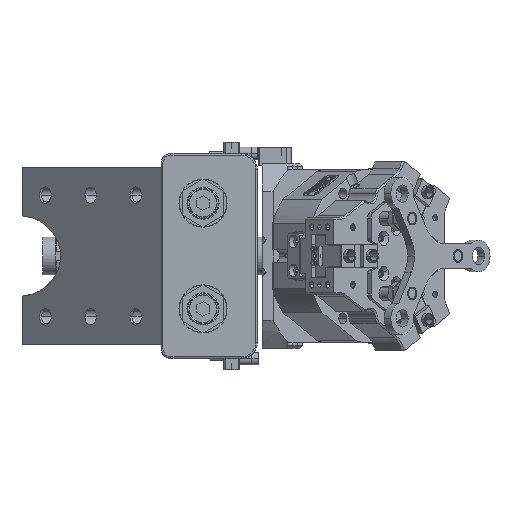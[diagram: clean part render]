
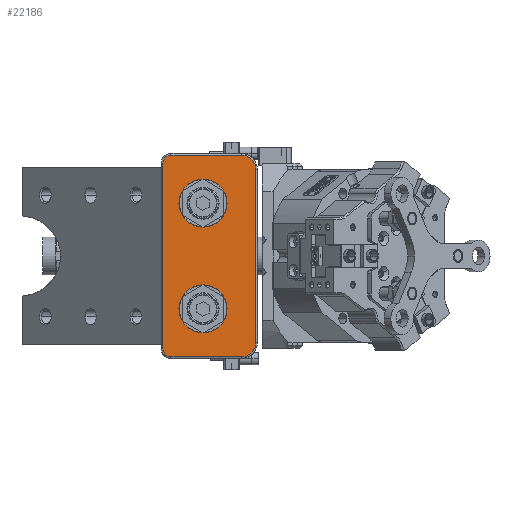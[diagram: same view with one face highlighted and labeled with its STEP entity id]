
A CAD part, left-side view. The second image highlights one B-rep face of the part: STEP entity #22186.
In plain terms, the highlighted face is planar.
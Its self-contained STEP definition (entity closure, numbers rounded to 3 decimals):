
#338 = AXIS2_PLACEMENT_3D ( 'NONE', #33948, #49582, #64950 ) ;
#424 = EDGE_LOOP ( 'NONE', ( #18048, #955, #23700, #20313, #28393, #100472, #10440, #69260 ) ) ;
#955 = ORIENTED_EDGE ( 'NONE', *, *, #35124, .T. ) ;
#1174 = DIRECTION ( 'NONE',  ( 0., 0., -1. ) ) ;
#1626 = CARTESIAN_POINT ( 'NONE',  ( 33., 0., 13.25 ) ) ;
#3205 = AXIS2_PLACEMENT_3D ( 'NONE', #36553, #66901, #52550 ) ;
#3541 = ORIENTED_EDGE ( 'NONE', *, *, #55238, .F. ) ;
#3839 = EDGE_CURVE ( 'NONE', #34250, #93067, #46195, .T. ) ;
#4124 = CARTESIAN_POINT ( 'NONE',  ( -33., 0., -5.25 ) ) ;
#9254 = AXIS2_PLACEMENT_3D ( 'NONE', #41576, #26532, #18651 ) ;
#10086 = VERTEX_POINT ( 'NONE', #72993 ) ;
#10440 = ORIENTED_EDGE ( 'NONE', *, *, #37737, .T. ) ;
#11162 = ORIENTED_EDGE ( 'NONE', *, *, #56300, .F. ) ;
#12664 = EDGE_CURVE ( 'NONE', #10086, #74199, #64130, .T. ) ;
#13581 = PLANE ( 'NONE',  #3205 ) ;
#14748 = AXIS2_PLACEMENT_3D ( 'NONE', #75139, #28396, #67605 ) ;
#15391 = LINE ( 'NONE', #25070, #95992 ) ;
#16113 = DIRECTION ( 'NONE',  ( 0., 0., -1. ) ) ;
#16243 = EDGE_CURVE ( 'NONE', #93067, #84739, #56248, .T. ) ;
#16768 = VERTEX_POINT ( 'NONE', #93782 ) ;
#17747 = DIRECTION ( 'NONE',  ( 0., 0., 1. ) ) ;
#18048 = ORIENTED_EDGE ( 'NONE', *, *, #58823, .T. ) ;
#18651 = DIRECTION ( 'NONE',  ( 0., 0., -1. ) ) ;
#20313 = ORIENTED_EDGE ( 'NONE', *, *, #16243, .T. ) ;
#22186 = ADVANCED_FACE ( 'NONE', ( #58645, #70917, #53789 ), #13581, .T. ) ;
#22918 = VECTOR ( 'NONE', #26169, 1000. ) ;
#23700 = ORIENTED_EDGE ( 'NONE', *, *, #3839, .T. ) ;
#24485 = CARTESIAN_POINT ( 'NONE',  ( 58., 0., 24. ) ) ;
#24800 = DIRECTION ( 'NONE',  ( 0., -1., 0. ) ) ;
#25070 = CARTESIAN_POINT ( 'NONE',  ( -58., 0., 29. ) ) ;
#25276 = CARTESIAN_POINT ( 'NONE',  ( 63., 0., 24. ) ) ;
#26062 = VERTEX_POINT ( 'NONE', #1626 ) ;
#26169 = DIRECTION ( 'NONE',  ( 0., 0., -1. ) ) ;
#26532 = DIRECTION ( 'NONE',  ( 0., -1., 0. ) ) ;
#27788 = EDGE_CURVE ( 'NONE', #98568, #16768, #45853, .T. ) ;
#27931 = EDGE_CURVE ( 'NONE', #84739, #98568, #32496, .T. ) ;
#28393 = ORIENTED_EDGE ( 'NONE', *, *, #27931, .T. ) ;
#28396 = DIRECTION ( 'NONE',  ( 0., -1., 0. ) ) ;
#32163 = AXIS2_PLACEMENT_3D ( 'NONE', #24485, #47722, #55589 ) ;
#32496 = LINE ( 'NONE', #97757, #50741 ) ;
#32582 = CARTESIAN_POINT ( 'NONE',  ( -54., 0., -29. ) ) ;
#33948 = CARTESIAN_POINT ( 'NONE',  ( 33., 0., 4. ) ) ;
#34250 = VERTEX_POINT ( 'NONE', #66025 ) ;
#34544 = EDGE_LOOP ( 'NONE', ( #77669, #3541 ) ) ;
#35124 = EDGE_CURVE ( 'NONE', #59766, #34250, #78585, .T. ) ;
#35168 = AXIS2_PLACEMENT_3D ( 'NONE', #56572, #47703, #1174 ) ;
#36553 = CARTESIAN_POINT ( 'NONE',  ( 0., 0., 0. ) ) ;
#37737 = EDGE_CURVE ( 'NONE', #16768, #76187, #97780, .T. ) ;
#39409 = CARTESIAN_POINT ( 'NONE',  ( -54., 0., -20. ) ) ;
#39465 = CIRCLE ( 'NONE', #32163, 5. ) ;
#39845 = CARTESIAN_POINT ( 'NONE',  ( -63., 0., -20. ) ) ;
#40091 = CARTESIAN_POINT ( 'NONE',  ( 63., 0., 24. ) ) ;
#41576 = CARTESIAN_POINT ( 'NONE',  ( -58., 0., 24. ) ) ;
#45651 = VERTEX_POINT ( 'NONE', #81374 ) ;
#45744 = CIRCLE ( 'NONE', #338, 9.25 ) ;
#45853 = CIRCLE ( 'NONE', #73594, 9. ) ;
#46165 = CIRCLE ( 'NONE', #14748, 9.25 ) ;
#46195 = LINE ( 'NONE', #50374, #22918 ) ;
#47197 = DIRECTION ( 'NONE',  ( 0., -1., 0. ) ) ;
#47703 = DIRECTION ( 'NONE',  ( 0., -1., 0. ) ) ;
#47722 = DIRECTION ( 'NONE',  ( 0., -1., 0. ) ) ;
#48062 = CARTESIAN_POINT ( 'NONE',  ( -58., 0., 29. ) ) ;
#49582 = DIRECTION ( 'NONE',  ( 0., -1., 0. ) ) ;
#50374 = CARTESIAN_POINT ( 'NONE',  ( -63., 0., 0. ) ) ;
#50741 = VECTOR ( 'NONE', #89256, 1000. ) ;
#52550 = DIRECTION ( 'NONE',  ( 0., 0., -1. ) ) ;
#53789 = FACE_BOUND ( 'NONE', #88587, .T. ) ;
#54045 = VERTEX_POINT ( 'NONE', #75370 ) ;
#55238 = EDGE_CURVE ( 'NONE', #26062, #54045, #46165, .T. ) ;
#55589 = DIRECTION ( 'NONE',  ( 0., 0., -1. ) ) ;
#56248 = CIRCLE ( 'NONE', #96993, 9. ) ;
#56300 = EDGE_CURVE ( 'NONE', #74199, #10086, #70485, .T. ) ;
#56572 = CARTESIAN_POINT ( 'NONE',  ( -33., 0., 4. ) ) ;
#56824 = DIRECTION ( 'NONE',  ( -1., 0., 0. ) ) ;
#58645 = FACE_OUTER_BOUND ( 'NONE', #424, .T. ) ;
#58823 = EDGE_CURVE ( 'NONE', #45651, #59766, #15391, .T. ) ;
#59169 = DIRECTION ( 'NONE',  ( 0., 0., -1. ) ) ;
#59766 = VERTEX_POINT ( 'NONE', #48062 ) ;
#64130 = CIRCLE ( 'NONE', #77918, 9.25 ) ;
#64950 = DIRECTION ( 'NONE',  ( 0., 0., -1. ) ) ;
#66025 = CARTESIAN_POINT ( 'NONE',  ( -63., 0., 24. ) ) ;
#66901 = DIRECTION ( 'NONE',  ( 0., -1., 0. ) ) ;
#67605 = DIRECTION ( 'NONE',  ( 0., 0., -1. ) ) ;
#69260 = ORIENTED_EDGE ( 'NONE', *, *, #89798, .T. ) ;
#70485 = CIRCLE ( 'NONE', #35168, 9.25 ) ;
#70917 = FACE_BOUND ( 'NONE', #34544, .T. ) ;
#71597 = CARTESIAN_POINT ( 'NONE',  ( 54., 0., -20. ) ) ;
#72993 = CARTESIAN_POINT ( 'NONE',  ( -33., 0., 13.25 ) ) ;
#73594 = AXIS2_PLACEMENT_3D ( 'NONE', #71597, #24800, #87261 ) ;
#74199 = VERTEX_POINT ( 'NONE', #4124 ) ;
#75139 = CARTESIAN_POINT ( 'NONE',  ( 33., 0., 4. ) ) ;
#75370 = CARTESIAN_POINT ( 'NONE',  ( 33., 0., -5.25 ) ) ;
#75400 = ORIENTED_EDGE ( 'NONE', *, *, #12664, .F. ) ;
#76187 = VERTEX_POINT ( 'NONE', #40091 ) ;
#77669 = ORIENTED_EDGE ( 'NONE', *, *, #95165, .F. ) ;
#77918 = AXIS2_PLACEMENT_3D ( 'NONE', #83031, #83687, #59169 ) ;
#78585 = CIRCLE ( 'NONE', #9254, 5. ) ;
#81374 = CARTESIAN_POINT ( 'NONE',  ( 58., 0., 29. ) ) ;
#83031 = CARTESIAN_POINT ( 'NONE',  ( -33., 0., 4. ) ) ;
#83687 = DIRECTION ( 'NONE',  ( 0., -1., 0. ) ) ;
#84739 = VERTEX_POINT ( 'NONE', #32582 ) ;
#85538 = VECTOR ( 'NONE', #17747, 1000. ) ;
#87261 = DIRECTION ( 'NONE',  ( 0., 0., -1. ) ) ;
#88587 = EDGE_LOOP ( 'NONE', ( #11162, #75400 ) ) ;
#89256 = DIRECTION ( 'NONE',  ( 1., 0., 0. ) ) ;
#89798 = EDGE_CURVE ( 'NONE', #76187, #45651, #39465, .T. ) ;
#93067 = VERTEX_POINT ( 'NONE', #39845 ) ;
#93782 = CARTESIAN_POINT ( 'NONE',  ( 63., 0., -20. ) ) ;
#95165 = EDGE_CURVE ( 'NONE', #54045, #26062, #45744, .T. ) ;
#95992 = VECTOR ( 'NONE', #56824, 1000. ) ;
#96993 = AXIS2_PLACEMENT_3D ( 'NONE', #39409, #47197, #16113 ) ;
#97757 = CARTESIAN_POINT ( 'NONE',  ( 0., 0., -29. ) ) ;
#97780 = LINE ( 'NONE', #25276, #85538 ) ;
#98568 = VERTEX_POINT ( 'NONE', #100620 ) ;
#100472 = ORIENTED_EDGE ( 'NONE', *, *, #27788, .T. ) ;
#100620 = CARTESIAN_POINT ( 'NONE',  ( 54., 0., -29. ) ) ;
